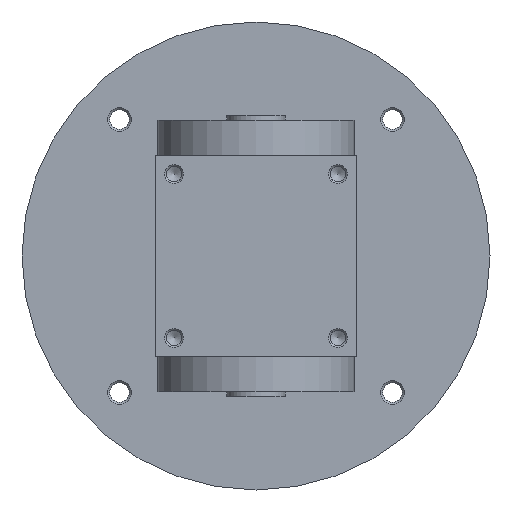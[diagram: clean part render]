
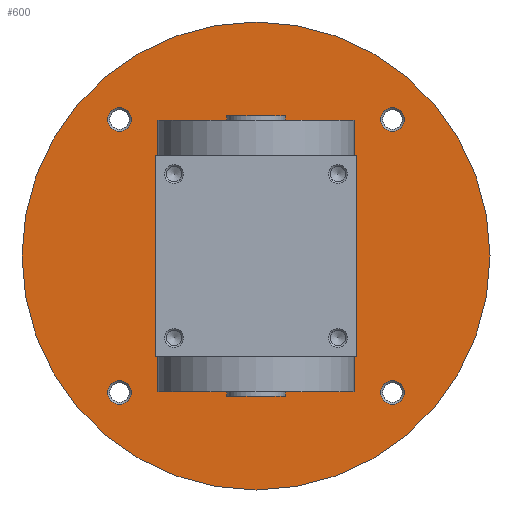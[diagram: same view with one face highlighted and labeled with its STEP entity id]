
A CAD part, left-side view. The second image highlights one B-rep face of the part: STEP entity #600.
In plain terms, the highlighted planar face has unit normal (-1, 0, 0).
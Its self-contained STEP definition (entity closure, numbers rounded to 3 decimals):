
#600 = ADVANCED_FACE( '', ( #1397, #1398, #1399, #1400, #1401, #1402 ), #1403, .F. );
#1397 = FACE_OUTER_BOUND( '', #2361, .T. );
#1398 = FACE_BOUND( '', #2362, .T. );
#1399 = FACE_BOUND( '', #2363, .T. );
#1400 = FACE_BOUND( '', #2364, .T. );
#1401 = FACE_BOUND( '', #2365, .T. );
#1402 = FACE_BOUND( '', #2366, .T. );
#1403 = PLANE( '', #2367 );
#2361 = EDGE_LOOP( '', ( #3900 ) );
#2362 = EDGE_LOOP( '', ( #3901 ) );
#2363 = EDGE_LOOP( '', ( #3902 ) );
#2364 = EDGE_LOOP( '', ( #3903 ) );
#2365 = EDGE_LOOP( '', ( #3904 ) );
#2366 = EDGE_LOOP( '', ( #3905 ) );
#2367 = AXIS2_PLACEMENT_3D( '', #3906, #3907, #3908 );
#3900 = ORIENTED_EDGE( '', *, *, #5328, .F. );
#3901 = ORIENTED_EDGE( '', *, *, #5329, .T. );
#3902 = ORIENTED_EDGE( '', *, *, #4972, .T. );
#3903 = ORIENTED_EDGE( '', *, *, #5330, .T. );
#3904 = ORIENTED_EDGE( '', *, *, #5263, .T. );
#3905 = ORIENTED_EDGE( '', *, *, #5331, .T. );
#3906 = CARTESIAN_POINT( '', ( 44., 42., 0. ) );
#3907 = DIRECTION( '', ( 1., 0., 0. ) );
#3908 = DIRECTION( '', ( 0., 0., -1. ) );
#4972 = EDGE_CURVE( '', #5875, #5875, #5876, .T. );
#5263 = EDGE_CURVE( '', #6316, #6316, #6317, .T. );
#5328 = EDGE_CURVE( '', #6406, #6406, #6407, .T. );
#5329 = EDGE_CURVE( '', #6408, #6408, #6409, .T. );
#5330 = EDGE_CURVE( '', #6410, #6410, #6411, .T. );
#5331 = EDGE_CURVE( '', #6412, #6412, #6413, .T. );
#5875 = VERTEX_POINT( '', #7052 );
#5876 = CIRCLE( '', #7053, 5. );
#6316 = VERTEX_POINT( '', #7604 );
#6317 = CIRCLE( '', #7605, 5. );
#6406 = VERTEX_POINT( '', #7717 );
#6407 = CIRCLE( '', #7718, 100. );
#6408 = VERTEX_POINT( '', #7719 );
#6409 = CIRCLE( '', #7720, 5. );
#6410 = VERTEX_POINT( '', #7721 );
#6411 = CIRCLE( '', #7722, 5. );
#6412 = VERTEX_POINT( '', #7723 );
#6413 = CIRCLE( '', #7724, 42. );
#7052 = CARTESIAN_POINT( '', ( 44., 58.336, -63.336 ) );
#7053 = AXIS2_PLACEMENT_3D( '', #8321, #8322, #8323 );
#7604 = CARTESIAN_POINT( '', ( 44., 58.336, 53.336 ) );
#7605 = AXIS2_PLACEMENT_3D( '', #8720, #8721, #8722 );
#7717 = CARTESIAN_POINT( '', ( 44., 0., -100. ) );
#7718 = AXIS2_PLACEMENT_3D( '', #8791, #8792, #8793 );
#7719 = CARTESIAN_POINT( '', ( 44., -58.336, 53.336 ) );
#7720 = AXIS2_PLACEMENT_3D( '', #8794, #8795, #8796 );
#7721 = CARTESIAN_POINT( '', ( 44., -58.336, -63.336 ) );
#7722 = AXIS2_PLACEMENT_3D( '', #8797, #8798, #8799 );
#7723 = CARTESIAN_POINT( '', ( 44., 0., -42. ) );
#7724 = AXIS2_PLACEMENT_3D( '', #8800, #8801, #8802 );
#8321 = CARTESIAN_POINT( '', ( 44., 58.336, -58.336 ) );
#8322 = DIRECTION( '', ( 1., 0., 0. ) );
#8323 = DIRECTION( '', ( 0., 0., -1. ) );
#8720 = CARTESIAN_POINT( '', ( 44., 58.336, 58.336 ) );
#8721 = DIRECTION( '', ( 1., 0., 0. ) );
#8722 = DIRECTION( '', ( 0., 0., -1. ) );
#8791 = CARTESIAN_POINT( '', ( 44., 0., 0. ) );
#8792 = DIRECTION( '', ( 1., 0., 0. ) );
#8793 = DIRECTION( '', ( 0., 0., -1. ) );
#8794 = CARTESIAN_POINT( '', ( 44., -58.336, 58.336 ) );
#8795 = DIRECTION( '', ( 1., 0., 0. ) );
#8796 = DIRECTION( '', ( 0., 0., -1. ) );
#8797 = CARTESIAN_POINT( '', ( 44., -58.336, -58.336 ) );
#8798 = DIRECTION( '', ( 1., 0., 0. ) );
#8799 = DIRECTION( '', ( 0., 0., -1. ) );
#8800 = CARTESIAN_POINT( '', ( 44., 0., 0. ) );
#8801 = DIRECTION( '', ( 1., 0., 0. ) );
#8802 = DIRECTION( '', ( 0., 0., -1. ) );
